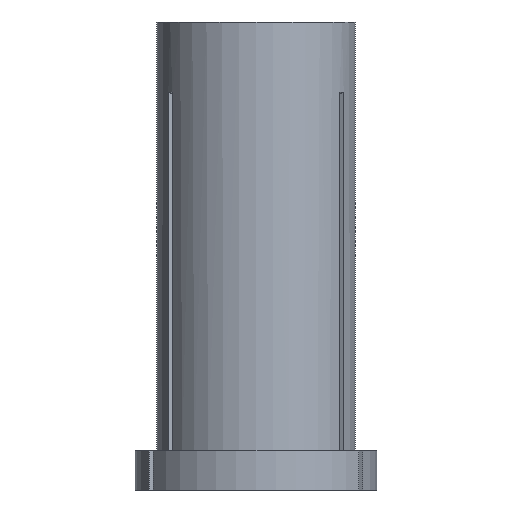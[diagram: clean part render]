
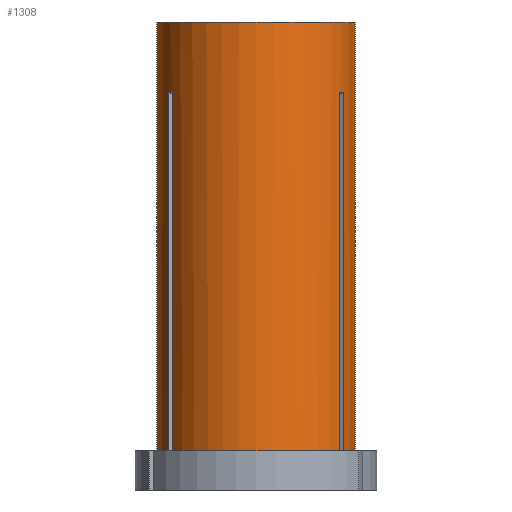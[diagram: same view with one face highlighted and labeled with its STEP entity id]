
A CAD part, front view. The second image highlights one B-rep face of the part: STEP entity #1308.
In plain terms, the highlighted cylindrical face has radius 12.7 mm (diameter 25.4 mm), a partial arc.
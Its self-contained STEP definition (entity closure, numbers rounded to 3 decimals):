
#28 = CARTESIAN_POINT ( 'NONE',  ( 11.24, -5.912, -9.003 ) ) ;
#29 = DIRECTION ( 'NONE',  ( 0., 0., 1. ) ) ;
#30 = ORIENTED_EDGE ( 'NONE', *, *, #1082, .T. ) ;
#55 = DIRECTION ( 'NONE',  ( 0., 0., 1. ) ) ;
#56 = EDGE_LOOP ( 'NONE', ( #695, #101, #706, #1130, #1218, #328, #30, #1129, #1362, #312, #340, #954 ) ) ;
#62 = CARTESIAN_POINT ( 'NONE',  ( -12.7, 0., 0. ) ) ;
#67 = VERTEX_POINT ( 'NONE', #519 ) ;
#79 = FACE_OUTER_BOUND ( 'NONE', #56, .T. ) ;
#85 = AXIS2_PLACEMENT_3D ( 'NONE', #572, #673, #163 ) ;
#99 = EDGE_CURVE ( 'NONE', #602, #67, #1266, .T. ) ;
#101 = ORIENTED_EDGE ( 'NONE', *, *, #443, .T. ) ;
#108 = VECTOR ( 'NONE', #1299, 1000. ) ;
#111 = CARTESIAN_POINT ( 'NONE',  ( -12.7, 0., -55. ) ) ;
#114 = DIRECTION ( 'NONE',  ( 1., 0., 0. ) ) ;
#115 = CARTESIAN_POINT ( 'NONE',  ( -10.74, -6.778, -9.003 ) ) ;
#118 = LINE ( 'NONE', #216, #606 ) ;
#119 = LINE ( 'NONE', #308, #608 ) ;
#127 = LINE ( 'NONE', #273, #925 ) ;
#132 = VERTEX_POINT ( 'NONE', #28 ) ;
#163 = DIRECTION ( 'NONE',  ( 1., 0., 0. ) ) ;
#182 = VERTEX_POINT ( 'NONE', #502 ) ;
#190 = AXIS2_PLACEMENT_3D ( 'NONE', #595, #1249, #829 ) ;
#207 = CARTESIAN_POINT ( 'NONE',  ( -10.74, -6.778, 0. ) ) ;
#213 = DIRECTION ( 'NONE',  ( 0., 0., 1. ) ) ;
#216 = CARTESIAN_POINT ( 'NONE',  ( 11.24, -5.912, 0. ) ) ;
#225 = CARTESIAN_POINT ( 'NONE',  ( -11.162, -6.06, -9.001 ) ) ;
#234 = CARTESIAN_POINT ( 'NONE',  ( 10.74, -6.778, 0. ) ) ;
#271 = CARTESIAN_POINT ( 'NONE',  ( 11.083, -6.204, -9. ) ) ;
#272 = EDGE_CURVE ( 'NONE', #315, #132, #817, .T. ) ;
#273 = CARTESIAN_POINT ( 'NONE',  ( -11.24, -5.912, 0. ) ) ;
#303 = DIRECTION ( 'NONE',  ( 0., 0., 1. ) ) ;
#308 = CARTESIAN_POINT ( 'NONE',  ( -12.7, 0., 0. ) ) ;
#312 = ORIENTED_EDGE ( 'NONE', *, *, #537, .T. ) ;
#315 = VERTEX_POINT ( 'NONE', #1037 ) ;
#321 = CYLINDRICAL_SURFACE ( 'NONE', #190, 12.7 ) ;
#328 = ORIENTED_EDGE ( 'NONE', *, *, #99, .T. ) ;
#340 = ORIENTED_EDGE ( 'NONE', *, *, #528, .T. ) ;
#363 = CARTESIAN_POINT ( 'NONE',  ( 10.829, -6.636, -9.001 ) ) ;
#385 = CARTESIAN_POINT ( 'NONE',  ( 12.7, 0., -55. ) ) ;
#388 = CARTESIAN_POINT ( 'NONE',  ( -11.24, -5.912, -9.003 ) ) ;
#410 = CIRCLE ( 'NONE', #1011, 12.7 ) ;
#443 = EDGE_CURVE ( 'NONE', #788, #495, #942, .T. ) ;
#472 = B_SPLINE_CURVE_WITH_KNOTS ( 'NONE', 3,
 ( #1282, #225, #1083, #762, #115 ),
 .UNSPECIFIED., .F., .F.,
 ( 4, 1, 4 ),
 ( 0.063, 0.063, 0.064 ),
 .UNSPECIFIED. ) ;
#474 = DIRECTION ( 'NONE',  ( 0., 0., 1. ) ) ;
#495 = VERTEX_POINT ( 'NONE', #692 ) ;
#502 = CARTESIAN_POINT ( 'NONE',  ( 12.7, 0., 0. ) ) ;
#519 = CARTESIAN_POINT ( 'NONE',  ( 10.74, -6.778, -55. ) ) ;
#528 = EDGE_CURVE ( 'NONE', #1350, #182, #666, .T. ) ;
#537 = EDGE_CURVE ( 'NONE', #1006, #1350, #1278, .T. ) ;
#565 = EDGE_CURVE ( 'NONE', #602, #1273, #855, .T. ) ;
#572 = CARTESIAN_POINT ( 'NONE',  ( 0., 0., -55. ) ) ;
#578 = DIRECTION ( 'NONE',  ( 1., 0., 0. ) ) ;
#579 = DIRECTION ( 'NONE',  ( 0., 0., 1. ) ) ;
#595 = CARTESIAN_POINT ( 'NONE',  ( 0., 0., 0. ) ) ;
#602 = VERTEX_POINT ( 'NONE', #603 ) ;
#603 = CARTESIAN_POINT ( 'NONE',  ( -10.74, -6.778, -55. ) ) ;
#606 = VECTOR ( 'NONE', #213, 1000. ) ;
#608 = VECTOR ( 'NONE', #303, 1000. ) ;
#652 = EDGE_CURVE ( 'NONE', #788, #877, #119, .T. ) ;
#666 = LINE ( 'NONE', #813, #108 ) ;
#673 = DIRECTION ( 'NONE',  ( 0., 0., 1. ) ) ;
#692 = CARTESIAN_POINT ( 'NONE',  ( -11.24, -5.912, -55. ) ) ;
#695 = ORIENTED_EDGE ( 'NONE', *, *, #652, .F. ) ;
#706 = ORIENTED_EDGE ( 'NONE', *, *, #1231, .T. ) ;
#761 = AXIS2_PLACEMENT_3D ( 'NONE', #1012, #55, #578 ) ;
#762 = CARTESIAN_POINT ( 'NONE',  ( -10.829, -6.637, -9.001 ) ) ;
#788 = VERTEX_POINT ( 'NONE', #111 ) ;
#813 = CARTESIAN_POINT ( 'NONE',  ( 12.7, 0., 0. ) ) ;
#817 = B_SPLINE_CURVE_WITH_KNOTS ( 'NONE', 3,
 ( #913, #363, #1333, #271, #1014, #1336 ),
 .UNSPECIFIED., .F., .F.,
 ( 4, 2, 4 ),
 ( 0.07, 0.07, 0.071 ),
 .UNSPECIFIED. ) ;
#829 = DIRECTION ( 'NONE',  ( 1., 0., 0. ) ) ;
#850 = EDGE_CURVE ( 'NONE', #877, #182, #410, .T. ) ;
#855 = LINE ( 'NONE', #207, #1254 ) ;
#857 = CARTESIAN_POINT ( 'NONE',  ( 0., 0., -55. ) ) ;
#877 = VERTEX_POINT ( 'NONE', #62 ) ;
#911 = CARTESIAN_POINT ( 'NONE',  ( -10.74, -6.778, -9.003 ) ) ;
#913 = CARTESIAN_POINT ( 'NONE',  ( 10.74, -6.778, -9.003 ) ) ;
#925 = VECTOR ( 'NONE', #579, 1000. ) ;
#933 = VERTEX_POINT ( 'NONE', #388 ) ;
#942 = CIRCLE ( 'NONE', #85, 12.7 ) ;
#954 = ORIENTED_EDGE ( 'NONE', *, *, #850, .F. ) ;
#977 = VECTOR ( 'NONE', #29, 1000. ) ;
#1003 = AXIS2_PLACEMENT_3D ( 'NONE', #857, #1186, #114 ) ;
#1006 = VERTEX_POINT ( 'NONE', #1167 ) ;
#1010 = LINE ( 'NONE', #234, #977 ) ;
#1011 = AXIS2_PLACEMENT_3D ( 'NONE', #1119, #474, #1229 ) ;
#1012 = CARTESIAN_POINT ( 'NONE',  ( 0., 0., -55. ) ) ;
#1014 = CARTESIAN_POINT ( 'NONE',  ( 11.163, -6.059, -9.001 ) ) ;
#1036 = EDGE_CURVE ( 'NONE', #1006, #132, #118, .T. ) ;
#1037 = CARTESIAN_POINT ( 'NONE',  ( 10.74, -6.778, -9.003 ) ) ;
#1055 = EDGE_CURVE ( 'NONE', #933, #1273, #472, .T. ) ;
#1082 = EDGE_CURVE ( 'NONE', #67, #315, #1010, .T. ) ;
#1083 = CARTESIAN_POINT ( 'NONE',  ( -11.001, -6.353, -8.999 ) ) ;
#1119 = CARTESIAN_POINT ( 'NONE',  ( 0., 0., 0. ) ) ;
#1129 = ORIENTED_EDGE ( 'NONE', *, *, #272, .T. ) ;
#1130 = ORIENTED_EDGE ( 'NONE', *, *, #1055, .T. ) ;
#1167 = CARTESIAN_POINT ( 'NONE',  ( 11.24, -5.912, -55. ) ) ;
#1186 = DIRECTION ( 'NONE',  ( 0., 0., 1. ) ) ;
#1218 = ORIENTED_EDGE ( 'NONE', *, *, #565, .F. ) ;
#1229 = DIRECTION ( 'NONE',  ( 1., 0., 0. ) ) ;
#1231 = EDGE_CURVE ( 'NONE', #495, #933, #127, .T. ) ;
#1249 = DIRECTION ( 'NONE',  ( 0., 0., 1. ) ) ;
#1254 = VECTOR ( 'NONE', #1370, 1000. ) ;
#1266 = CIRCLE ( 'NONE', #1003, 12.7 ) ;
#1273 = VERTEX_POINT ( 'NONE', #911 ) ;
#1278 = CIRCLE ( 'NONE', #761, 12.7 ) ;
#1282 = CARTESIAN_POINT ( 'NONE',  ( -11.24, -5.912, -9.003 ) ) ;
#1299 = DIRECTION ( 'NONE',  ( 0., 0., 1. ) ) ;
#1308 = ADVANCED_FACE ( 'NONE', ( #79 ), #321, .T. ) ;
#1333 = CARTESIAN_POINT ( 'NONE',  ( 10.916, -6.493, -9. ) ) ;
#1336 = CARTESIAN_POINT ( 'NONE',  ( 11.24, -5.912, -9.003 ) ) ;
#1350 = VERTEX_POINT ( 'NONE', #385 ) ;
#1362 = ORIENTED_EDGE ( 'NONE', *, *, #1036, .F. ) ;
#1370 = DIRECTION ( 'NONE',  ( 0., 0., 1. ) ) ;
